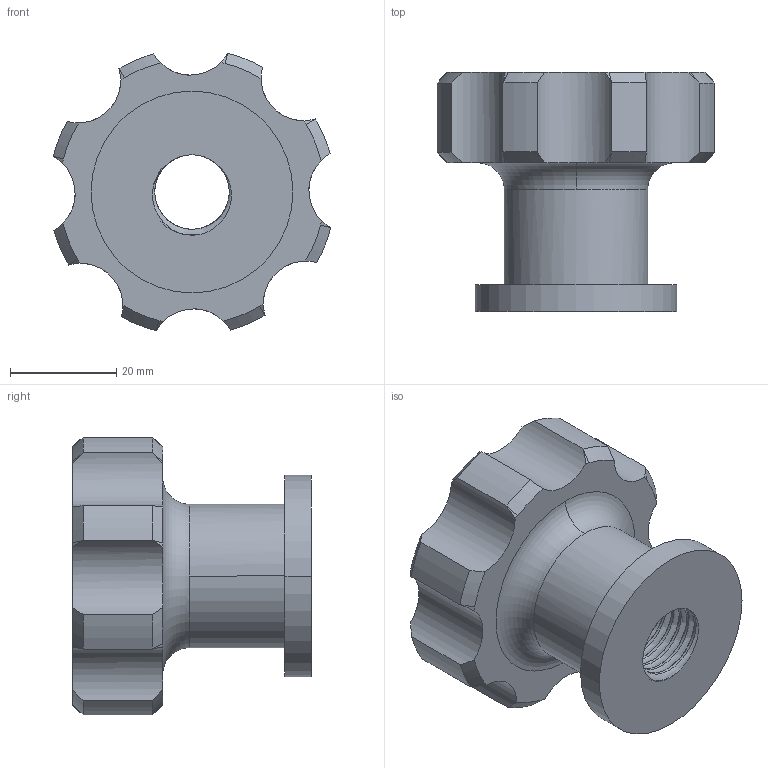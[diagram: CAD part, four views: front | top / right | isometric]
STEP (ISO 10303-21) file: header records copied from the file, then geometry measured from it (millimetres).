
FILE_DESCRIPTION(('CATIA V5 STEP Exchange'),'2;1');
FILE_NAME('Piulita.stp','2023-03-25T12:01:31+00:00',('none'),('none'),'CATIA Version 5 Release 21 GA (IN-10)','CATIA V5 STEP AP203','none');
FILE_SCHEMA(('CONFIG_CONTROL_DESIGN'));
Length unit declared in the file: millimetre
Products named in the file (1): Piulita
Bounding box: 52.31 x 45 x 52.31 mm (x, y, z)
Volume: 43467.9 mm3; surface area: 13507.5 mm2
Topology: 1 solids, 1 shells, 154 faces, 450 edges, 300 vertices
Faces by surface type: cylinder 114, cone 32, plane 4, bspline 2, torus 2
Entity records: 9145 total; most frequent: CARTESIAN_POINT 5527, ORIENTED_EDGE 900, DIRECTION 499, EDGE_CURVE 450, VERTEX_POINT 300, B_SPLINE_CURVE_WITH_KNOTS 257, AXIS2_PLACEMENT_3D 222, EDGE_LOOP 158
